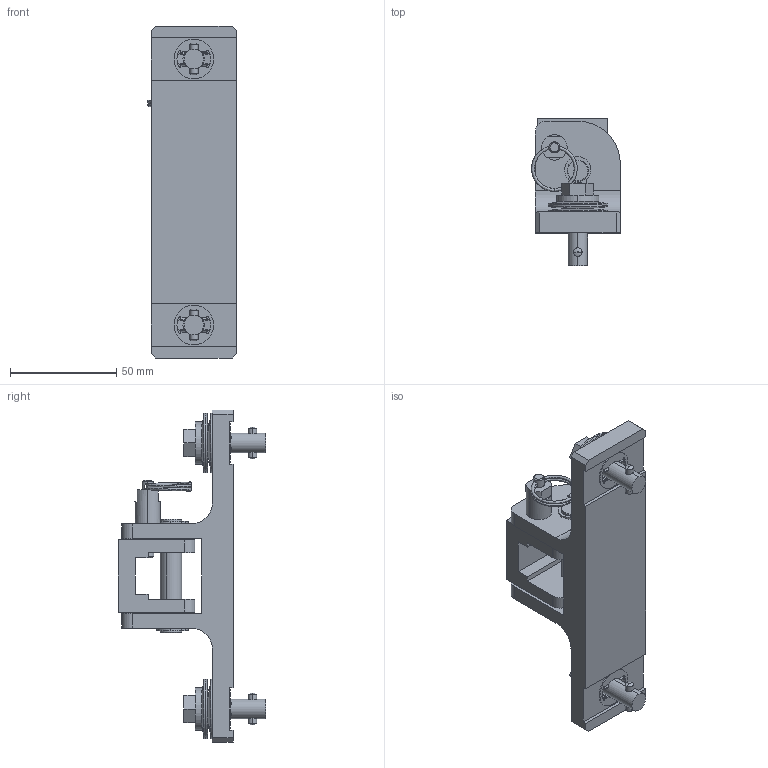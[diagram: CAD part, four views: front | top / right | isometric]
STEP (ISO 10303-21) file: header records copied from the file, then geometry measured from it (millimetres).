
FILE_DESCRIPTION (( 'STEP AP203' ), '1' );
FILE_NAME ('T85870.STEP', '2023-01-31T09:18:34', ( '' ), ( '' ), 'SwSTEP 2.0', 'SolidWorks 2022', '' );
FILE_SCHEMA (( 'CONFIG_CONTROL_DESIGN' ));
Length unit declared in the file: millimetre
Products named in the file (17): external circlip_doughty fastners - stainless_BS 3673-4 - S010M; S3679; 2337010002 Qtr Turn Washer; TH4090; TH4094; S3664_COMPRESSED; TH3950; TH3943; TH3946; TH4093; S1426; TH2050; TH3728; TH4089; T85870; TH2052; S3668
Assembly tree (21 placements, depth 3):
  T85870
    TH3943
      TH2052
    TH3728
      TH2050
    TH4094
    TH4093
      TH4090
      TH4089
      S1426
      S3664_COMPRESSED
    external circlip_doughty fastners - stainless_BS 3673-4 - S010M  x2
    TH3950  x2
      TH3946
      S3679
      S3668
    2337010002 Qtr Turn Washer  x2
Bounding box: 41.69 x 69.25 x 156 mm (x, y, z)
Volume: 121442.9 mm3; surface area: 49140.8 mm2
Topology: 21 solids, 21 shells, 417 faces, 1064 edges, 680 vertices
Faces by surface type: cylinder 202, plane 133, cone 35, torus 24, bspline 23
Entity records: 13875 total; most frequent: CARTESIAN_POINT 5076, DIRECTION 1460, ORIENTED_EDGE 1448, EDGE_CURVE 724, AXIS2_PLACEMENT_3D 568, VERTEX_POINT 468, LINE 324, VECTOR 324
